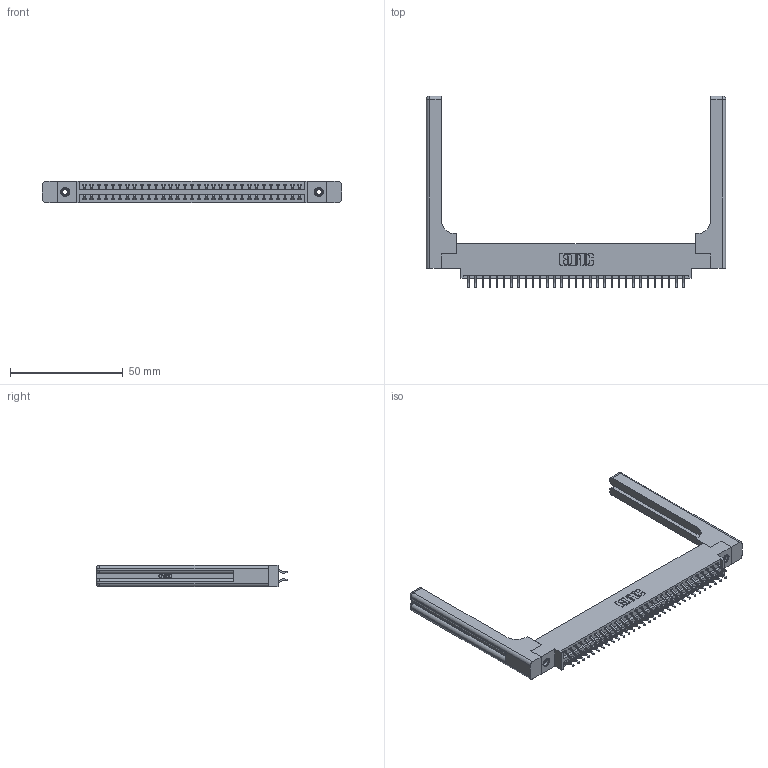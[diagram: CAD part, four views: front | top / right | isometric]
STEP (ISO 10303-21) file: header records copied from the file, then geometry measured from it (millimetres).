
FILE_DESCRIPTION (( 'STEP AP203' ), '1' );
FILE_NAME ('346-062-556-858.STEP', '2022-05-24T14:15:20', ( '' ), ( '' ), 'SwSTEP 2.0', 'SolidWorks 2020', '' );
FILE_SCHEMA (( 'CONFIG_CONTROL_DESIGN' ));
Length unit declared in the file: inch
Products named in the file (5): 346-220-058_345-220-058; 346 Part_0.170 Offset - 0.156 Dia-TH; 345-250-001_345-250-001-102; 346-062-556-858; 345-292-001_556 Tail
Assembly tree (67 placements, depth 2):
  346-062-556-858
    346 Part_0.170 Offset - 0.156 Dia-TH
    345-292-001_556 Tail  x62
    345-250-001_345-250-001-102  x2
    346-220-058_345-220-058  x2
Bounding box: 132.49 x 84.84 x 9.4 mm (x, y, z)
Volume: 20152.7 mm3; surface area: 22356.4 mm2
Topology: 67 solids, 67 shells, 3992 faces, 11769 edges, 7742 vertices
Faces by surface type: plane 2660, cylinder 1272, bspline 36, cone 12, sphere 8, torus 4
Entity records: 27662 total; most frequent: CARTESIAN_POINT 5603, ORIENTED_EDGE 4320, DIRECTION 3908, EDGE_CURVE 2160, VECTOR 1804, LINE 1804, VERTEX_POINT 1430, AXIS2_PLACEMENT_3D 1052
